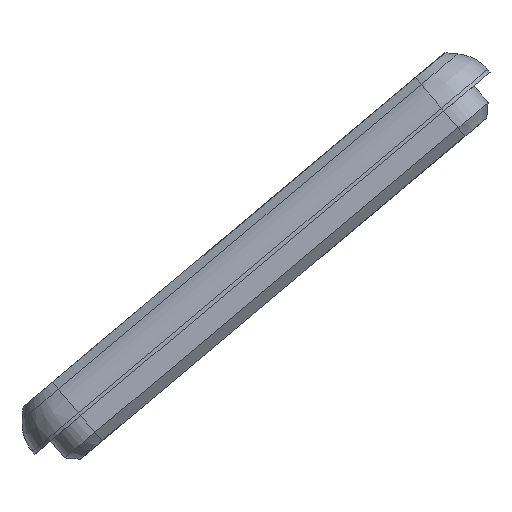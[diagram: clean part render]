
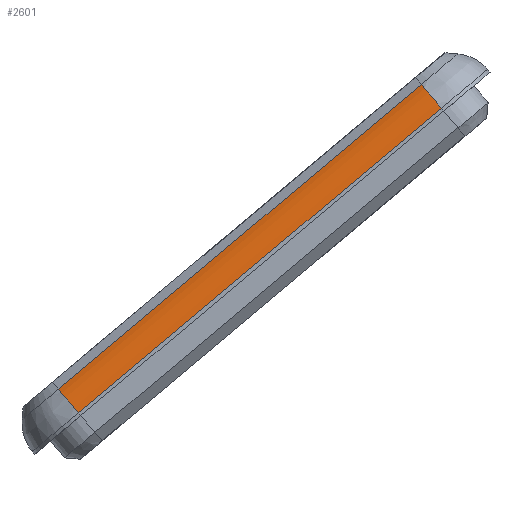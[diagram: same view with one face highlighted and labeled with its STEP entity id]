
A CAD part, left-side view. The second image highlights one B-rep face of the part: STEP entity #2601.
In plain terms, the highlighted cylindrical face has radius 4 mm (diameter 8 mm), a partial arc.
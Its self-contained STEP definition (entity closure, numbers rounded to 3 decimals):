
#238=LINE('',#4306,#492);
#239=LINE('',#4309,#493);
#492=VECTOR('',#3490,10.);
#493=VECTOR('',#3493,10.);
#600=CYLINDRICAL_SURFACE('',#2859,4.);
#705=FACE_OUTER_BOUND('',#876,.T.);
#876=EDGE_LOOP('',(#2154,#2155,#2156,#2157));
#1035=CIRCLE('',#2860,4.);
#1036=CIRCLE('',#2861,4.);
#1251=VERTEX_POINT('',#4302);
#1252=VERTEX_POINT('',#4303);
#1253=VERTEX_POINT('',#4305);
#1254=VERTEX_POINT('',#4307);
#1565=EDGE_CURVE('',#1251,#1252,#1035,.T.);
#1566=EDGE_CURVE('',#1252,#1253,#238,.T.);
#1567=EDGE_CURVE('',#1253,#1254,#1036,.T.);
#1568=EDGE_CURVE('',#1254,#1251,#239,.T.);
#2154=ORIENTED_EDGE('',*,*,#1565,.T.);
#2155=ORIENTED_EDGE('',*,*,#1566,.T.);
#2156=ORIENTED_EDGE('',*,*,#1567,.T.);
#2157=ORIENTED_EDGE('',*,*,#1568,.T.);
#2601=ADVANCED_FACE('',(#705),#600,.T.);
#2859=AXIS2_PLACEMENT_3D('',#4301,#3486,#3487);
#2860=AXIS2_PLACEMENT_3D('',#4304,#3488,#3489);
#2861=AXIS2_PLACEMENT_3D('',#4308,#3491,#3492);
#3486=DIRECTION('center_axis',(0.,-0.707,
-0.707));
#3487=DIRECTION('ref_axis',(-0.924,-0.271,0.271));
#3488=DIRECTION('center_axis',(0.,-0.707,
-0.707));
#3489=DIRECTION('ref_axis',(-0.707,-0.5,0.5));
#3490=DIRECTION('',(0.,-0.707,-0.707));
#3491=DIRECTION('center_axis',(0.,0.707,
0.707));
#3492=DIRECTION('ref_axis',(-1.,0.,0.));
#3493=DIRECTION('',(0.,0.707,0.707));
#4301=CARTESIAN_POINT('Origin',(-55.497,-161.078,-95.857));
#4302=CARTESIAN_POINT('',(-58.326,-134.012,-64.792));
#4303=CARTESIAN_POINT('',(-59.497,-132.012,-66.792));
#4304=CARTESIAN_POINT('Origin',(-55.497,-132.012,-66.792));
#4305=CARTESIAN_POINT('',(-59.497,-162.559,-97.339));
#4306=CARTESIAN_POINT('',(-59.497,-161.078,-95.857));
#4307=CARTESIAN_POINT('',(-58.326,-164.559,-95.339));
#4308=CARTESIAN_POINT('Origin',(-55.497,-162.559,-97.339));
#4309=CARTESIAN_POINT('',(-58.326,-163.078,-93.857));
